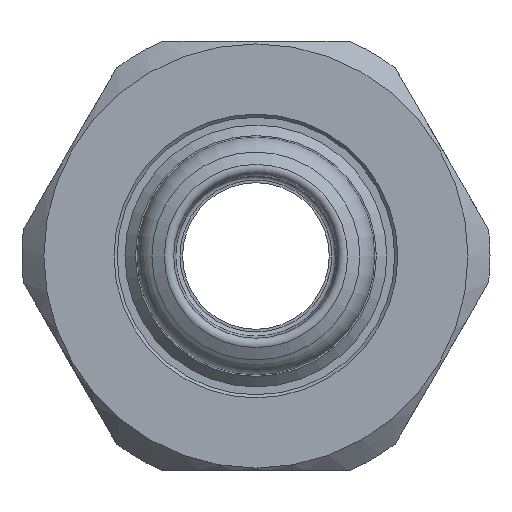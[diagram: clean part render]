
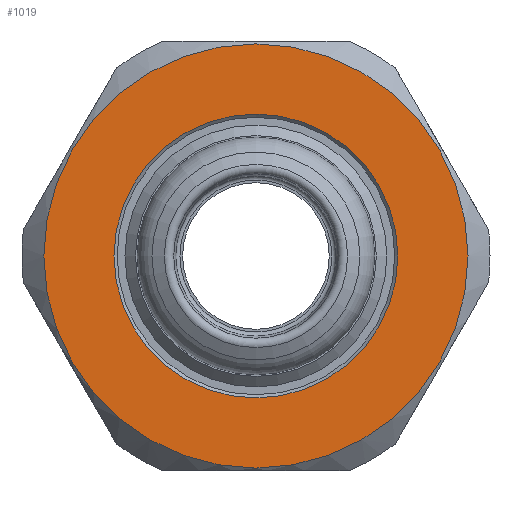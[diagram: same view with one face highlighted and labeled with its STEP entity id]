
A CAD part, left-side view. The second image highlights one B-rep face of the part: STEP entity #1019.
In plain terms, the highlighted planar face has unit normal (-1, 0, 0).
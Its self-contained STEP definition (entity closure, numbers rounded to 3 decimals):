
#38=FACE_BOUND('',#195,.T.);
#96=PLANE('',#1191);
#128=FACE_OUTER_BOUND('',#194,.T.);
#194=EDGE_LOOP('',(#779));
#195=EDGE_LOOP('',(#780));
#362=CIRCLE('',#1171,20.25);
#372=CIRCLE('',#1190,13.55);
#459=VERTEX_POINT('',#1770);
#468=VERTEX_POINT('',#1805);
#568=EDGE_CURVE('',#459,#459,#362,.T.);
#582=EDGE_CURVE('',#468,#468,#372,.T.);
#779=ORIENTED_EDGE('',*,*,#568,.T.);
#780=ORIENTED_EDGE('',*,*,#582,.F.);
#1019=ADVANCED_FACE('',(#128,#38),#96,.T.);
#1171=AXIS2_PLACEMENT_3D('',#1772,#1370,#1371);
#1190=AXIS2_PLACEMENT_3D('',#1806,#1411,#1412);
#1191=AXIS2_PLACEMENT_3D('',#1808,#1414,#1415);
#1370=DIRECTION('center_axis',(-1.,0.,0.));
#1371=DIRECTION('ref_axis',(0.,1.,0.));
#1411=DIRECTION('center_axis',(-1.,0.,0.));
#1412=DIRECTION('ref_axis',(0.,0.,-1.));
#1414=DIRECTION('center_axis',(-1.,0.,0.));
#1415=DIRECTION('ref_axis',(0.,0.,1.));
#1770=CARTESIAN_POINT('',(-16.,-20.25,0.));
#1772=CARTESIAN_POINT('Origin',(-16.,0.,0.));
#1805=CARTESIAN_POINT('',(-16.,0.,13.55));
#1806=CARTESIAN_POINT('Origin',(-16.,0.,0.));
#1808=CARTESIAN_POINT('Origin',(-16.,0.,0.));
